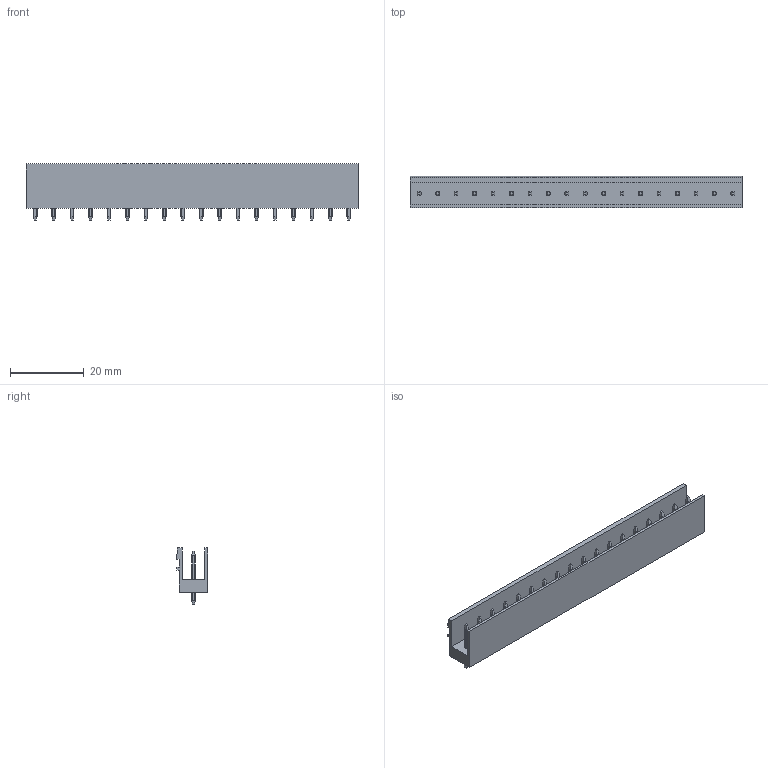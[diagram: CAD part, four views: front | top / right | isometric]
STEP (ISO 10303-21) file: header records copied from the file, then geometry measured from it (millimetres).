
FILE_DESCRIPTION(('CATIA V5 STEP Exchange','CAx-IF Rec.Pracs.--- Model Styling and Organization---1.2---2011-12-15'),'2;1');
FILE_NAME ('D1452952_0_1581480000_1581480000.stp','2018-10-12T07:39:45+00:00',('none'),('Weidmueller'),'CATIA Version 5-6 Release 2014','CATIA V5 STEP AP214','none');
FILE_SCHEMA(('AUTOMOTIVE_DESIGN { 1 0 10303 214 1 1 1 1 }'));
Length unit declared in the file: millimetre
Products named in the file (1): 1581480000
Bounding box: 90 x 8.43 x 15.2 mm (x, y, z)
Volume: 3961.9 mm3; surface area: 6482.7 mm2
Topology: 19 solids, 19 shells, 487 faces, 1347 edges, 898 vertices
Faces by surface type: plane 341, cylinder 146
Entity records: 14609 total; most frequent: CARTESIAN_POINT 3606, ORIENTED_EDGE 2694, DIRECTION 1547, EDGE_CURVE 1347, VECTOR 911, LINE 911, VERTEX_POINT 898, EDGE_LOOP 523
